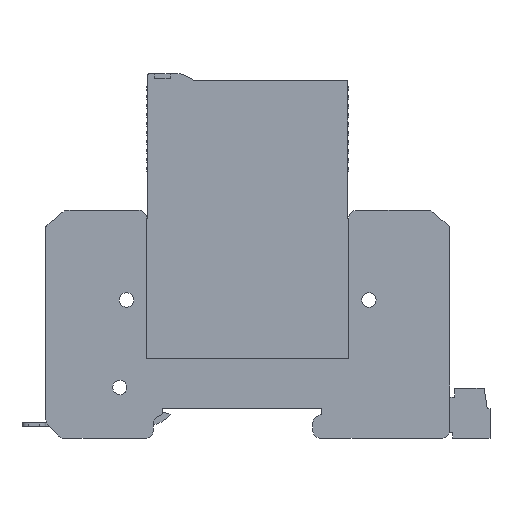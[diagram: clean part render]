
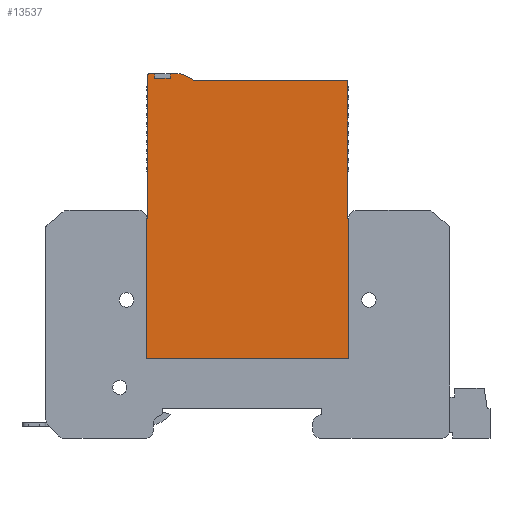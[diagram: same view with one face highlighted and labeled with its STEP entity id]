
A CAD part, front view. The second image highlights one B-rep face of the part: STEP entity #13537.
In plain terms, the highlighted planar face has unit normal (0, -1, 0).
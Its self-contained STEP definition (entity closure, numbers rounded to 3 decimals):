
#10862=CARTESIAN_POINT('',(-33.66,13.554,
12.596));
#10863=DIRECTION('',(0.,1.,0.));
#10864=DIRECTION('',(0.,0.,-1.));
#10865=AXIS2_PLACEMENT_3D('',#10862,#10863,#10864);
#10870=DIRECTION('',(0.,0.,1.));
#10871=VECTOR('',#10870,31.);
#10872=CARTESIAN_POINT('',(-33.86,13.554,
12.596));
#10873=LINE('',#10872,#10871);
#10877=DIRECTION('',(1.,0.,0.));
#10878=VECTOR('',#10877,0.26);
#10879=CARTESIAN_POINT('',(-33.86,13.554,
43.596));
#10880=LINE('',#10879,#10878);
#10884=DIRECTION('',(0.,0.,1.));
#10885=VECTOR('',#10884,31.9);
#10886=CARTESIAN_POINT('',(-33.6,13.554,
43.596));
#10887=LINE('',#10886,#10885);
#10891=CARTESIAN_POINT('',(-33.3,13.554,
75.496));
#10892=DIRECTION('',(0.,1.,0.));
#10893=DIRECTION('',(-1.,0.,0.));
#10894=AXIS2_PLACEMENT_3D('',#10891,#10892,#10893);
#10899=DIRECTION('',(1.,0.,0.));
#10900=VECTOR('',#10899,1.183);
#10901=CARTESIAN_POINT('',(-33.3,13.554,
75.796));
#10902=LINE('',#10901,#10900);
#10906=DIRECTION('',(0.,0.,-1.));
#10907=VECTOR('',#10906,1.);
#10908=CARTESIAN_POINT('',(-32.117,13.554,75.796));
#10909=LINE('',#10908,#10907);
#10913=DIRECTION('',(1.,0.,0.));
#10914=VECTOR('',#10913,3.5);
#10915=CARTESIAN_POINT('',(-32.117,13.554,74.796));
#10916=LINE('',#10915,#10914);
#10920=DIRECTION('',(1.,0.,0.));
#10921=VECTOR('',#10920,2.217);
#10922=CARTESIAN_POINT('',(-28.617,13.554,75.796));
#10923=LINE('',#10922,#10921);
#10927=CARTESIAN_POINT('',(-26.4,13.554,
74.746));
#10928=DIRECTION('',(0.,1.,0.));
#10929=DIRECTION('',(0.,0.,1.));
#10930=AXIS2_PLACEMENT_3D('',#10927,#10928,#10929);
#10935=DIRECTION('',(0.891,0.,-0.454));
#10936=VECTOR('',#10935,2.802);
#10937=CARTESIAN_POINT('',(-25.923,13.554,
75.682));
#10938=LINE('',#10937,#10936);
#10942=CARTESIAN_POINT('',(-22.95,13.554,
75.346));
#10943=DIRECTION('',(0.,-1.,0.));
#10944=DIRECTION('',(-0.454,0.,-0.891));
#10945=AXIS2_PLACEMENT_3D('',#10942,#10943,#10944);
#10950=DIRECTION('',(1.,0.,0.));
#10951=VECTOR('',#10950,26.95);
#10952=CARTESIAN_POINT('',(-22.95,13.554,
74.296));
#10953=LINE('',#10952,#10951);
#10957=DIRECTION('',(0.,0.,-1.));
#10958=VECTOR('',#10957,0.1);
#10959=CARTESIAN_POINT('',(4.,13.554,74.296));
#10960=LINE('',#10959,#10958);
#10964=DIRECTION('',(1.,0.,0.));
#10965=VECTOR('',#10964,5.6);
#10966=CARTESIAN_POINT('',(4.,13.554,74.196));
#10967=LINE('',#10966,#10965);
#10971=DIRECTION('',(0.,0.,1.));
#10972=VECTOR('',#10971,0.1);
#10973=CARTESIAN_POINT('',(9.6,13.554,74.196));
#10974=LINE('',#10973,#10972);
#10978=DIRECTION('',(1.,0.,0.));
#10979=VECTOR('',#10978,1.);
#10980=CARTESIAN_POINT('',(9.6,13.554,74.296));
#10981=LINE('',#10980,#10979);
#10985=CARTESIAN_POINT('',(10.6,13.554,73.996));
#10986=DIRECTION('',(0.,1.,0.));
#10987=DIRECTION('',(0.,0.,1.));
#10988=AXIS2_PLACEMENT_3D('',#10985,#10986,#10987);
#10993=DIRECTION('',(0.,0.,-1.));
#10994=VECTOR('',#10993,30.4);
#10995=CARTESIAN_POINT('',(10.9,13.554,73.996));
#10996=LINE('',#10995,#10994);
#11000=DIRECTION('',(1.,0.,0.));
#11001=VECTOR('',#11000,0.24);
#11002=CARTESIAN_POINT('',(10.9,13.554,43.596));
#11003=LINE('',#11002,#11001);
#11007=CARTESIAN_POINT('',(10.94,13.554,12.596));
#11008=DIRECTION('',(0.,1.,0.));
#11009=DIRECTION('',(1.,0.,0.));
#11010=AXIS2_PLACEMENT_3D('',#11007,#11008,#11009);
#11015=DIRECTION('',(-1.,0.,0.));
#11016=VECTOR('',#11015,44.6);
#11017=CARTESIAN_POINT('',(10.94,13.554,12.396));
#11018=LINE('',#11017,#11016);
#11175=DIRECTION('',(0.,0.,1.));
#11176=VECTOR('',#11175,31.);
#11177=CARTESIAN_POINT('',(11.14,13.554,12.596));
#11178=LINE('',#11177,#11176);
#11371=DIRECTION('',(0.,0.,-1.));
#11372=VECTOR('',#11371,1.);
#11373=CARTESIAN_POINT('',(-28.617,13.554,75.796));
#11374=LINE('',#11373,#11372);
#13038=CARTESIAN_POINT('',(-33.86,13.554,
12.596));
#13040=VERTEX_POINT('',#13038);
#13043=CARTESIAN_POINT('',(-33.86,13.554,
43.596));
#13044=VERTEX_POINT('',#13043);
#13045=CARTESIAN_POINT('',(-33.66,13.554,
12.396));
#13046=VERTEX_POINT('',#13045);
#13049=CARTESIAN_POINT('',(-33.6,13.554,
43.596));
#13050=VERTEX_POINT('',#13049);
#13051=CARTESIAN_POINT('',(-33.6,13.554,
75.496));
#13052=VERTEX_POINT('',#13051);
#13053=CARTESIAN_POINT('',(-33.3,13.554,
75.796));
#13054=VERTEX_POINT('',#13053);
#13055=CARTESIAN_POINT('',(-32.117,13.554,75.796));
#13056=VERTEX_POINT('',#13055);
#13057=CARTESIAN_POINT('',(-32.117,13.554,74.796));
#13058=VERTEX_POINT('',#13057);
#13059=CARTESIAN_POINT('',(-28.617,13.554,74.796));
#13060=VERTEX_POINT('',#13059);
#13061=CARTESIAN_POINT('',(-28.617,13.554,75.796));
#13062=VERTEX_POINT('',#13061);
#13063=CARTESIAN_POINT('',(-26.4,13.554,
75.796));
#13064=VERTEX_POINT('',#13063);
#13065=CARTESIAN_POINT('',(-25.923,13.554,
75.682));
#13066=VERTEX_POINT('',#13065);
#13067=CARTESIAN_POINT('',(-23.426,13.554,
74.411));
#13068=VERTEX_POINT('',#13067);
#13069=CARTESIAN_POINT('',(-22.95,13.554,
74.296));
#13070=VERTEX_POINT('',#13069);
#13071=CARTESIAN_POINT('',(4.,13.554,74.296));
#13072=VERTEX_POINT('',#13071);
#13073=CARTESIAN_POINT('',(4.,13.554,74.196));
#13074=VERTEX_POINT('',#13073);
#13075=CARTESIAN_POINT('',(9.6,13.554,74.196));
#13076=VERTEX_POINT('',#13075);
#13077=CARTESIAN_POINT('',(9.6,13.554,74.296));
#13078=VERTEX_POINT('',#13077);
#13079=CARTESIAN_POINT('',(10.6,13.554,74.296));
#13080=VERTEX_POINT('',#13079);
#13081=CARTESIAN_POINT('',(10.9,13.554,73.996));
#13082=VERTEX_POINT('',#13081);
#13083=CARTESIAN_POINT('',(10.9,13.554,43.596));
#13084=VERTEX_POINT('',#13083);
#13085=CARTESIAN_POINT('',(11.14,13.554,43.596));
#13086=VERTEX_POINT('',#13085);
#13087=CARTESIAN_POINT('',(11.14,13.554,12.596));
#13088=VERTEX_POINT('',#13087);
#13089=CARTESIAN_POINT('',(10.94,13.554,12.396));
#13090=VERTEX_POINT('',#13089);
#13484=CARTESIAN_POINT('',(-11.14,13.554,
36.896));
#13485=DIRECTION('',(0.,1.,0.));
#13486=DIRECTION('',(-1.,0.,0.));
#13487=AXIS2_PLACEMENT_3D('',#13484,#13485,#13486);
#13488=PLANE('',#13487);
#13489=ORIENTED_EDGE('',*,*,#13475,.T.);
#13490=ORIENTED_EDGE('',*,*,#13464,.T.);
#13492=ORIENTED_EDGE('',*,*,#13491,.T.);
#13494=ORIENTED_EDGE('',*,*,#13493,.T.);
#13496=ORIENTED_EDGE('',*,*,#13495,.T.);
#13498=ORIENTED_EDGE('',*,*,#13497,.T.);
#13500=ORIENTED_EDGE('',*,*,#13499,.T.);
#13502=ORIENTED_EDGE('',*,*,#13501,.T.);
#13504=ORIENTED_EDGE('',*,*,#13503,.F.);
#13506=ORIENTED_EDGE('',*,*,#13505,.T.);
#13508=ORIENTED_EDGE('',*,*,#13507,.T.);
#13510=ORIENTED_EDGE('',*,*,#13509,.T.);
#13512=ORIENTED_EDGE('',*,*,#13511,.T.);
#13514=ORIENTED_EDGE('',*,*,#13513,.T.);
#13516=ORIENTED_EDGE('',*,*,#13515,.T.);
#13518=ORIENTED_EDGE('',*,*,#13517,.T.);
#13520=ORIENTED_EDGE('',*,*,#13519,.T.);
#13522=ORIENTED_EDGE('',*,*,#13521,.T.);
#13524=ORIENTED_EDGE('',*,*,#13523,.T.);
#13526=ORIENTED_EDGE('',*,*,#13525,.T.);
#13528=ORIENTED_EDGE('',*,*,#13527,.T.);
#13530=ORIENTED_EDGE('',*,*,#13529,.F.);
#13532=ORIENTED_EDGE('',*,*,#13531,.T.);
#13534=ORIENTED_EDGE('',*,*,#13533,.T.);
#13535=EDGE_LOOP('',(#13489,#13490,#13492,#13494,#13496,#13498,#13500,#13502,
#13504,#13506,#13508,#13510,#13512,#13514,#13516,#13518,#13520,#13522,#13524,
#13526,#13528,#13530,#13532,#13534));
#13536=FACE_OUTER_BOUND('',#13535,.F.);
#10866=CIRCLE('',#10865,0.2);
#10895=CIRCLE('',#10894,0.3);
#10931=CIRCLE('',#10930,1.05);
#10946=CIRCLE('',#10945,1.05);
#10989=CIRCLE('',#10988,0.3);
#11011=CIRCLE('',#11010,0.2);
#13464=EDGE_CURVE('',#13040,#13044,#10873,.T.);
#13475=EDGE_CURVE('',#13046,#13040,#10866,.T.);
#13491=EDGE_CURVE('',#13044,#13050,#10880,.T.);
#13493=EDGE_CURVE('',#13050,#13052,#10887,.T.);
#13495=EDGE_CURVE('',#13052,#13054,#10895,.T.);
#13497=EDGE_CURVE('',#13054,#13056,#10902,.T.);
#13499=EDGE_CURVE('',#13056,#13058,#10909,.T.);
#13501=EDGE_CURVE('',#13058,#13060,#10916,.T.);
#13503=EDGE_CURVE('',#13062,#13060,#11374,.T.);
#13505=EDGE_CURVE('',#13062,#13064,#10923,.T.);
#13507=EDGE_CURVE('',#13064,#13066,#10931,.T.);
#13509=EDGE_CURVE('',#13066,#13068,#10938,.T.);
#13511=EDGE_CURVE('',#13068,#13070,#10946,.T.);
#13513=EDGE_CURVE('',#13070,#13072,#10953,.T.);
#13515=EDGE_CURVE('',#13072,#13074,#10960,.T.);
#13517=EDGE_CURVE('',#13074,#13076,#10967,.T.);
#13519=EDGE_CURVE('',#13076,#13078,#10974,.T.);
#13521=EDGE_CURVE('',#13078,#13080,#10981,.T.);
#13523=EDGE_CURVE('',#13080,#13082,#10989,.T.);
#13525=EDGE_CURVE('',#13082,#13084,#10996,.T.);
#13527=EDGE_CURVE('',#13084,#13086,#11003,.T.);
#13529=EDGE_CURVE('',#13088,#13086,#11178,.T.);
#13531=EDGE_CURVE('',#13088,#13090,#11011,.T.);
#13533=EDGE_CURVE('',#13090,#13046,#11018,.T.);
#13537=ADVANCED_FACE('',(#13536),#13488,.F.);
